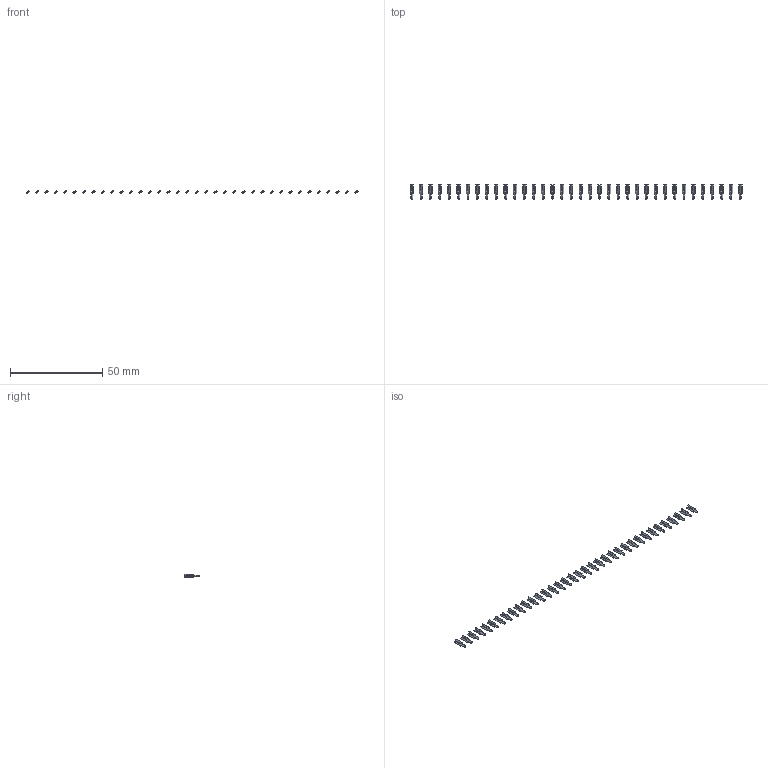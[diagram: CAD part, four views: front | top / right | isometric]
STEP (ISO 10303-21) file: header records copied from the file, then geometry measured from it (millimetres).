
FILE_DESCRIPTION (( 'STEP AP203' ), '1' );
FILE_NAME ('106-036-253-200.STEP', '2020-04-16T19:55:38', ( '' ), ( '' ), 'SwSTEP 2.0', 'SolidWorks 2016', '' );
FILE_SCHEMA (( 'CONFIG_CONTROL_DESIGN' ));
Length unit declared in the file: inch
Products named in the file (2): 106-036-253-200; 100-290-001_100-290-253
Assembly tree (36 placements, depth 2):
  106-036-253-200
    100-290-001_100-290-253  x36
Bounding box: 179.6 x 7.62 x 1.8 mm (x, y, z)
Volume: 198.6 mm3; surface area: 1238.7 mm2
Topology: 36 solids, 36 shells, 720 faces, 1944 edges, 1296 vertices
Faces by surface type: plane 684, cylinder 36
Entity records: 1940 total; most frequent: DIRECTION 174, CARTESIAN_POINT 149, ORIENTED_EDGE 108, DATE_AND_TIME 82, COORDINATED_UNIVERSAL_TIME_OFFSET 82, CALENDAR_DATE 82, LOCAL_TIME 82, AXIS2_PLACEMENT_3D 61
